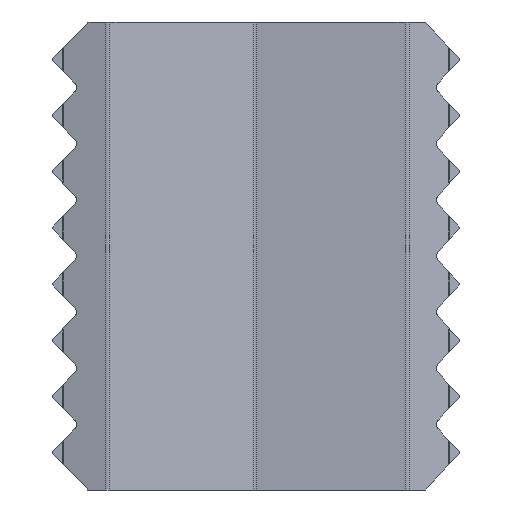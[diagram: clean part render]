
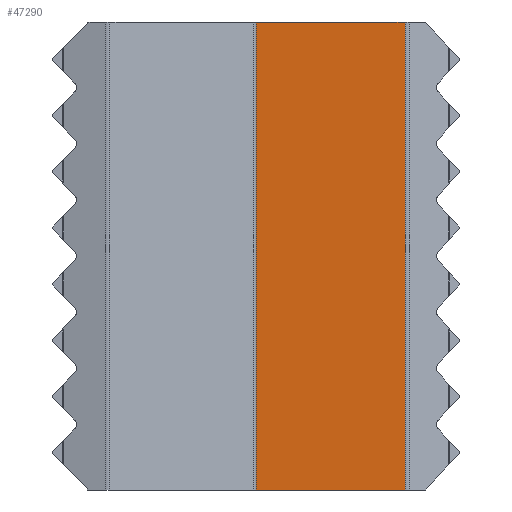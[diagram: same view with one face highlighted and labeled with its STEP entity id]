
A CAD part, front view. The second image highlights one B-rep face of the part: STEP entity #47290.
In plain terms, the highlighted planar face has unit normal (-0.082, -0.997, 0).
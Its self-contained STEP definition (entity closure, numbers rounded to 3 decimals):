
#46900=CARTESIAN_POINT('',(25.761,1.379,150.));
#46910=DIRECTION('',(-0.082,-0.997,-0.));
#46920=DIRECTION('',(-0.997,0.082,0.));
#46930=AXIS2_PLACEMENT_3D('',#46900,#46910,#46920);
#46940=PLANE('',#46930);
#46950=CARTESIAN_POINT('',(26.189,1.344,75.));
#46960=DIRECTION('',(-0.997,0.082,0.));
#46970=VECTOR('',#46960,1.);
#46980=LINE('',#46950,#46970);
#46990=CARTESIAN_POINT('',(50.028,-0.608,75.));
#47000=VERTEX_POINT('',#46990);
#47010=CARTESIAN_POINT('',(26.192,1.344,75.));
#47020=VERTEX_POINT('',#47010);
#47030=EDGE_CURVE('',#47000,#47020,#46980,.T.);
#47040=ORIENTED_EDGE('',*,*,#47030,.F.);
#47050=CARTESIAN_POINT('',(26.192,1.344,0.));
#47060=DIRECTION('',(0.,0.,-1.));
#47070=VECTOR('',#47060,1.);
#47080=LINE('',#47050,#47070);
#47090=CARTESIAN_POINT('',(26.192,1.344,150.));
#47100=VERTEX_POINT('',#47090);
#47110=EDGE_CURVE('',#47100,#47020,#47080,.T.);
#47120=ORIENTED_EDGE('',*,*,#47110,.T.);
#47130=CARTESIAN_POINT('',(26.189,1.344,150.));
#47140=DIRECTION('',(-0.997,0.082,0.));
#47150=VECTOR('',#47140,1.);
#47160=LINE('',#47130,#47150);
#47170=CARTESIAN_POINT('',(50.028,-0.608,150.));
#47180=VERTEX_POINT('',#47170);
#47190=EDGE_CURVE('',#47180,#47100,#47160,.T.);
#47200=ORIENTED_EDGE('',*,*,#47190,.T.);
#47210=CARTESIAN_POINT('',(50.028,-0.608,0.));
#47220=DIRECTION('',(0.,0.,1.));
#47230=VECTOR('',#47220,1.);
#47240=LINE('',#47210,#47230);
#47250=EDGE_CURVE('',#47000,#47180,#47240,.T.);
#47260=ORIENTED_EDGE('',*,*,#47250,.T.);
#47270=EDGE_LOOP('',(#47260,#47200,#47120,#47040));
#47280=FACE_OUTER_BOUND('',#47270,.T.);
#47290=ADVANCED_FACE('',(#47280),#46940,.T.);
